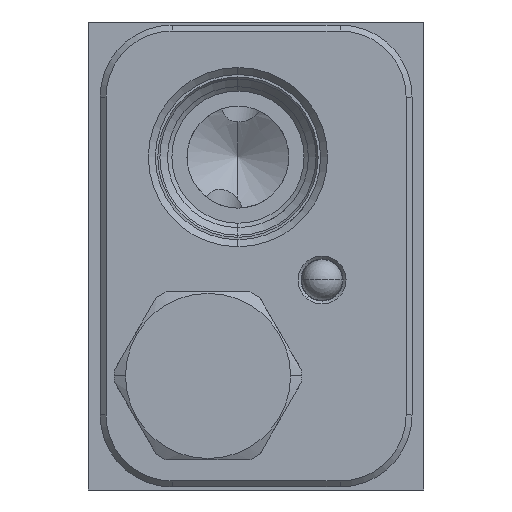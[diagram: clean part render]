
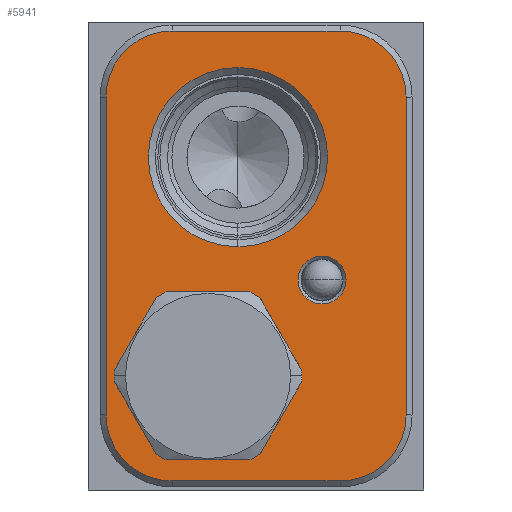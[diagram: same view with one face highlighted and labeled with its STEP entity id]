
A CAD part, front view. The second image highlights one B-rep face of the part: STEP entity #5941.
In plain terms, the highlighted planar face has unit normal (0, -1, 0).
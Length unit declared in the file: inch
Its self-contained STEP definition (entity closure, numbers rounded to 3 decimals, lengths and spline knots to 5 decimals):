
#539=CARTESIAN_POINT('',(1.313,-5.188,2.047));
#540=DIRECTION('',(0.,1.,0.));
#541=DIRECTION('',(0.,0.,1.));
#542=AXIS2_PLACEMENT_3D('',#539,#540,#541);
#553=CARTESIAN_POINT('',(0.625,-5.188,0.594));
#554=DIRECTION('',(0.,1.,0.));
#555=DIRECTION('',(0.,0.,-1.));
#556=AXIS2_PLACEMENT_3D('',#553,#554,#555);
#558=CARTESIAN_POINT('',(0.625,-5.188,0.594));
#559=DIRECTION('',(0.,1.,0.));
#560=DIRECTION('',(0.,0.,1.));
#561=AXIS2_PLACEMENT_3D('',#558,#559,#560);
#563=CARTESIAN_POINT('',(1.219,-5.188,1.094));
#564=DIRECTION('',(0.,1.,0.));
#565=DIRECTION('',(-0.643,0.,-0.766));
#566=AXIS2_PLACEMENT_3D('',#563,#564,#565);
#568=CARTESIAN_POINT('',(1.219,-5.188,1.094));
#569=DIRECTION('',(0.,1.,0.));
#570=DIRECTION('',(0.643,0.,0.766));
#571=AXIS2_PLACEMENT_3D('',#568,#569,#570);
#573=CARTESIAN_POINT('',(0.781,-5.188,1.734));
#574=DIRECTION('',(0.,1.,0.));
#575=DIRECTION('',(0.,0.,-1.));
#576=AXIS2_PLACEMENT_3D('',#573,#574,#575);
#578=CARTESIAN_POINT('',(0.781,-5.188,1.734));
#579=DIRECTION('',(0.,1.,0.));
#580=DIRECTION('',(0.,0.,1.));
#581=AXIS2_PLACEMENT_3D('',#578,#579,#580);
#4650=DIRECTION('',(0.,0.,-1.));
#4651=VECTOR('',#4650,1.656);
#4652=CARTESIAN_POINT('',(1.657,-5.188,2.047));
#4653=LINE('',#4652,#4651);
#4670=CARTESIAN_POINT('',(1.313,-5.188,0.391));
#4671=DIRECTION('',(0.,1.,0.));
#4672=DIRECTION('',(1.,0.,0.));
#4673=AXIS2_PLACEMENT_3D('',#4670,#4671,#4672);
#4688=DIRECTION('',(-1.,0.,0.));
#4689=VECTOR('',#4688,0.875);
#4690=CARTESIAN_POINT('',(1.313,-5.188,0.047));
#4691=LINE('',#4690,#4689);
#4704=CARTESIAN_POINT('',(0.438,-5.188,0.391));
#4705=DIRECTION('',(0.,1.,0.));
#4706=DIRECTION('',(0.,0.,-1.));
#4707=AXIS2_PLACEMENT_3D('',#4704,#4705,#4706);
#4718=DIRECTION('',(0.,0.,1.));
#4719=VECTOR('',#4718,1.656);
#4720=CARTESIAN_POINT('',(0.094,-5.188,0.391));
#4721=LINE('',#4720,#4719);
#4738=CARTESIAN_POINT('',(0.438,-5.188,2.047));
#4739=DIRECTION('',(0.,1.,0.));
#4740=DIRECTION('',(-1.,0.,0.));
#4741=AXIS2_PLACEMENT_3D('',#4738,#4739,#4740);
#4752=DIRECTION('',(1.,0.,0.));
#4753=VECTOR('',#4752,0.875);
#4754=CARTESIAN_POINT('',(0.438,-5.188,2.391));
#4755=LINE('',#4754,#4753);
#5324=CARTESIAN_POINT('',(0.625,-5.188,1.0245));
#5325=VERTEX_POINT('',#5324);
#5334=CARTESIAN_POINT('',(0.625,-5.188,0.1635));
#5335=VERTEX_POINT('',#5334);
#5361=CARTESIAN_POINT('',(1.13865,-5.188,
0.99824));
#5362=CARTESIAN_POINT('',(1.29935,-5.188,1.18976));
#5363=VERTEX_POINT('',#5361);
#5364=VERTEX_POINT('',#5362);
#5410=CARTESIAN_POINT('',(0.781,-5.188,
2.201));
#5411=VERTEX_POINT('',#5410);
#5416=CARTESIAN_POINT('',(0.781,-5.188,
1.267));
#5417=VERTEX_POINT('',#5416);
#5460=CARTESIAN_POINT('',(1.313,-5.188,0.047));
#5461=CARTESIAN_POINT('',(0.438,-5.188,0.047));
#5462=VERTEX_POINT('',#5460);
#5463=VERTEX_POINT('',#5461);
#5468=CARTESIAN_POINT('',(0.094,-5.188,0.391));
#5469=VERTEX_POINT('',#5468);
#5472=CARTESIAN_POINT('',(0.094,-5.188,2.047));
#5473=VERTEX_POINT('',#5472);
#5476=CARTESIAN_POINT('',(0.438,-5.188,2.391));
#5477=VERTEX_POINT('',#5476);
#5480=CARTESIAN_POINT('',(1.313,-5.188,2.391));
#5481=VERTEX_POINT('',#5480);
#5484=CARTESIAN_POINT('',(1.657,-5.188,2.047));
#5485=VERTEX_POINT('',#5484);
#5488=CARTESIAN_POINT('',(1.657,-5.188,0.391));
#5489=VERTEX_POINT('',#5488);
#5901=CARTESIAN_POINT('',(0.,-5.188,0.));
#5902=DIRECTION('',(0.,-1.,0.));
#5903=DIRECTION('',(1.,0.,0.));
#5904=AXIS2_PLACEMENT_3D('',#5901,#5902,#5903);
#5905=PLANE('',#5904);
#5906=ORIENTED_EDGE('',*,*,#5891,.T.);
#5908=ORIENTED_EDGE('',*,*,#5907,.T.);
#5910=ORIENTED_EDGE('',*,*,#5909,.T.);
#5912=ORIENTED_EDGE('',*,*,#5911,.T.);
#5914=ORIENTED_EDGE('',*,*,#5913,.T.);
#5916=ORIENTED_EDGE('',*,*,#5915,.T.);
#5918=ORIENTED_EDGE('',*,*,#5917,.T.);
#5920=ORIENTED_EDGE('',*,*,#5919,.T.);
#5921=EDGE_LOOP('',(#5906,#5908,#5910,#5912,#5914,#5916,#5918,#5920));
#5922=FACE_OUTER_BOUND('',#5921,.F.);
#5924=ORIENTED_EDGE('',*,*,#5923,.F.);
#5926=ORIENTED_EDGE('',*,*,#5925,.F.);
#5927=EDGE_LOOP('',(#5924,#5926));
#5928=FACE_BOUND('',#5927,.F.);
#5930=ORIENTED_EDGE('',*,*,#5929,.F.);
#5932=ORIENTED_EDGE('',*,*,#5931,.F.);
#5933=EDGE_LOOP('',(#5930,#5932));
#5934=FACE_BOUND('',#5933,.F.);
#5936=ORIENTED_EDGE('',*,*,#5935,.F.);
#5938=ORIENTED_EDGE('',*,*,#5937,.F.);
#5939=EDGE_LOOP('',(#5936,#5938));
#5940=FACE_BOUND('',#5939,.F.);
#5941=ADVANCED_FACE('',(#5922,#5928,#5934,#5940),#5905,.T.);
#543=CIRCLE('',#542,0.344);
#557=CIRCLE('',#556,0.4305);
#562=CIRCLE('',#561,0.4305);
#567=CIRCLE('',#566,0.125);
#572=CIRCLE('',#571,0.125);
#577=CIRCLE('',#576,0.467);
#582=CIRCLE('',#581,0.467);
#4674=CIRCLE('',#4673,0.344);
#4708=CIRCLE('',#4707,0.344);
#4742=CIRCLE('',#4741,0.344);
#5891=EDGE_CURVE('',#5481,#5485,#543,.T.);
#5907=EDGE_CURVE('',#5485,#5489,#4653,.T.);
#5909=EDGE_CURVE('',#5489,#5462,#4674,.T.);
#5911=EDGE_CURVE('',#5462,#5463,#4691,.T.);
#5913=EDGE_CURVE('',#5463,#5469,#4708,.T.);
#5915=EDGE_CURVE('',#5469,#5473,#4721,.T.);
#5917=EDGE_CURVE('',#5473,#5477,#4742,.T.);
#5919=EDGE_CURVE('',#5477,#5481,#4755,.T.);
#5923=EDGE_CURVE('',#5363,#5364,#567,.T.);
#5925=EDGE_CURVE('',#5364,#5363,#572,.T.);
#5929=EDGE_CURVE('',#5417,#5411,#577,.T.);
#5931=EDGE_CURVE('',#5411,#5417,#582,.T.);
#5935=EDGE_CURVE('',#5335,#5325,#557,.T.);
#5937=EDGE_CURVE('',#5325,#5335,#562,.T.);
